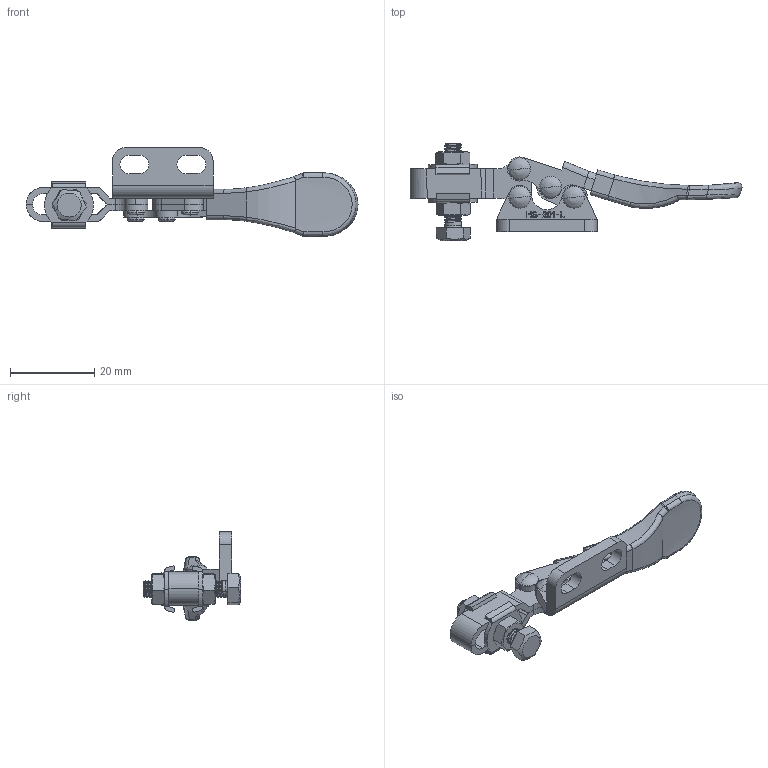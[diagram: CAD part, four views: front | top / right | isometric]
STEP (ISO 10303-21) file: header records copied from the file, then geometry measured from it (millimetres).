
FILE_DESCRIPTION (( 'STEP AP203' ), '1' );
FILE_NAME ('HS-201-L.STEP', '2019-09-30T00:48:15', ( '微软用户' ), ( '微软中国' ), 'SwSTEP 2.0', 'SolidWorks 2012', '' );
FILE_SCHEMA (( 'CONFIG_CONTROL_DESIGN' ));
Length unit declared in the file: millimetre
Products named in the file (13): HS-201-L; 201-03____ANY__ASM; 201-05____ANY_; 201-A-03____ANY_; HS-SA-042007____ANY_; 201-02____ANY__ASM; NONE-45527_; NONE-15617_; 201-L-01____ANY_; 201-A-04____ANY_; HS-FW-080____ANY_; M4____ANY_; 201-06____ANY_
Assembly tree (18 placements, depth 3):
  HS-201-L
    201-06____ANY_  x4
    M4____ANY_  x2
    HS-FW-080____ANY_  x2
    201-A-04____ANY_  x2
    201-L-01____ANY_
    201-02____ANY__ASM
      NONE-15617_
      NONE-45527_
    HS-SA-042007____ANY_
    201-03____ANY__ASM
      201-A-03____ANY_
      201-05____ANY_
Bounding box: 78.61 x 23.02 x 20.94 mm (x, y, z)
Volume: 4566.7 mm3; surface area: 8027.1 mm2
Topology: 16 solids, 16 shells, 793 faces, 2120 edges, 1373 vertices
Faces by surface type: plane 468, cylinder 208, bspline 76, cone 33, torus 8
Entity records: 37605 total; most frequent: CARTESIAN_POINT 19147, ORIENTED_EDGE 3752, DIRECTION 3112, EDGE_CURVE 1876, LINE 1330, VECTOR 1330, VERTEX_POINT 1233, AXIS2_PLACEMENT_3D 891
